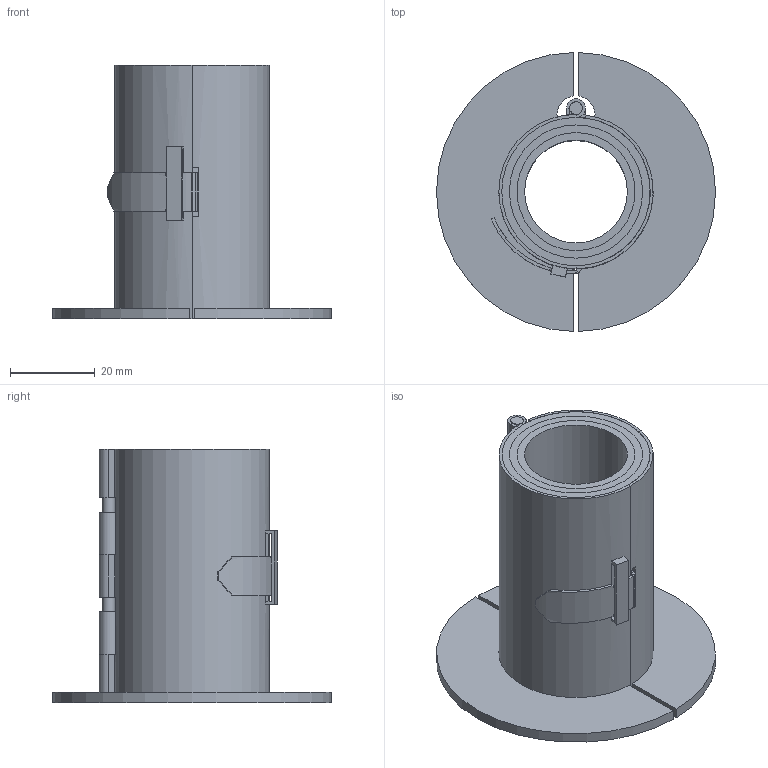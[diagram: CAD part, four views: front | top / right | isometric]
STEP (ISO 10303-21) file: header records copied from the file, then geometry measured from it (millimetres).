
FILE_DESCRIPTION((''),'2;1');
FILE_NAME('SLEEV-IT FC-MAR20M.stp','2014-11-14T11:24:31',('se-emikul'),(''),'Autodesk Inventor 2013','Autodesk Inventor 2013','');
FILE_SCHEMA(('AUTOMOTIVE_DESIGN { 1 0 10303 214 1 1 1 1 }'));
Length unit declared in the file: millimetre
Products named in the file (1): SLEEV-IT FC-MAR20M
Bounding box: 66 x 65.99 x 60 mm (x, y, z)
Volume: 41601.5 mm3; surface area: 33579.1 mm2
Topology: 6 solids, 6 shells, 123 faces, 295 edges, 186 vertices
Faces by surface type: plane 92, cylinder 29, bspline 2
Full cylindrical faces by diameter (mm): 3 x1, 24.3 x1, 35.1 x1
Entity records: 4102 total; most frequent: CARTESIAN_POINT 996, DIRECTION 626, ORIENTED_EDGE 584, EDGE_CURVE 292, AXIS2_PLACEMENT_3D 216, VECTOR 194, LINE 194, VERTEX_POINT 186
